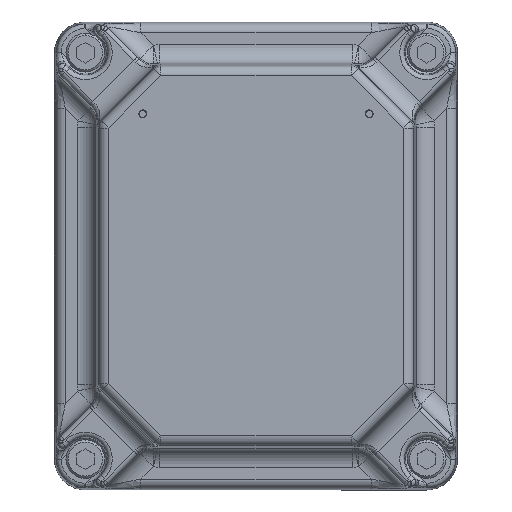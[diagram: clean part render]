
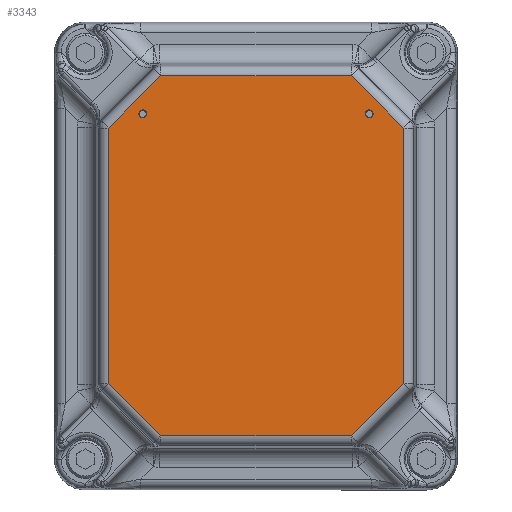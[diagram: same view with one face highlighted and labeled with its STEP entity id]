
A CAD part, top view. The second image highlights one B-rep face of the part: STEP entity #3343.
In plain terms, the highlighted planar face has unit normal (0, 0, 1).
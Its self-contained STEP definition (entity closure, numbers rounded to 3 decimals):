
#568 = AXIS2_PLACEMENT_3D ( 'NONE', #21001, #24613, #3201 ) ;
#896 = EDGE_CURVE ( 'NONE', #7324, #30094, #21201, .T. ) ;
#1391 = ORIENTED_EDGE ( 'NONE', *, *, #896, .T. ) ;
#1694 = DIRECTION ( 'NONE',  ( 1., 0., 0. ) ) ;
#1787 = ORIENTED_EDGE ( 'NONE', *, *, #37083, .F. ) ;
#1801 = DIRECTION ( 'NONE',  ( 0., 1., 0. ) ) ;
#1951 = LINE ( 'NONE', #7038, #18676 ) ;
#1991 = LINE ( 'NONE', #2019, #11525 ) ;
#2019 = CARTESIAN_POINT ( 'NONE',  ( -49.594, 10.922, 87.325 ) ) ;
#2149 = VERTEX_POINT ( 'NONE', #38640 ) ;
#3201 = DIRECTION ( 'NONE',  ( 0., 1., 0. ) ) ;
#3284 = EDGE_CURVE ( 'NONE', #18699, #39707, #44553, .T. ) ;
#3343 = ADVANCED_FACE ( 'NONE', ( #14884, #43429, #42306 ), #20838, .F. ) ;
#3409 = VERTEX_POINT ( 'NONE', #39292 ) ;
#3433 = DIRECTION ( 'NONE',  ( 0.707, 0.707, 0. ) ) ;
#3672 = EDGE_CURVE ( 'NONE', #38877, #30970, #17656, .T. ) ;
#3681 = EDGE_CURVE ( 'NONE', #7324, #18340, #42856, .T. ) ;
#4159 = EDGE_CURVE ( 'NONE', #37743, #3409, #38917, .T. ) ;
#4460 = VECTOR ( 'NONE', #14696, 1000. ) ;
#5333 = DIRECTION ( 'NONE',  ( 0.707, -0.707, 0. ) ) ;
#5416 = DIRECTION ( 'NONE',  ( 0., 0., 1. ) ) ;
#5511 = CARTESIAN_POINT ( 'NONE',  ( 33.333, 71.438, 87.325 ) ) ;
#5610 = DIRECTION ( 'NONE',  ( 0., 1., 0. ) ) ;
#7038 = CARTESIAN_POINT ( 'NONE',  ( 50.528, -31.079, 87.325 ) ) ;
#7324 = VERTEX_POINT ( 'NONE', #43110 ) ;
#8083 = AXIS2_PLACEMENT_3D ( 'NONE', #12145, #37109, #15681 ) ;
#8349 = CARTESIAN_POINT ( 'NONE',  ( -50.528, -31.079, 87.325 ) ) ;
#8688 = ORIENTED_EDGE ( 'NONE', *, *, #3681, .F. ) ;
#8808 = VECTOR ( 'NONE', #42109, 1000. ) ;
#8947 = CARTESIAN_POINT ( 'NONE',  ( 50.528, 52.923, 87.325 ) ) ;
#9067 = DIRECTION ( 'NONE',  ( 0., 0., 1. ) ) ;
#9307 = EDGE_CURVE ( 'NONE', #3409, #37743, #43718, .T. ) ;
#10019 = ORIENTED_EDGE ( 'NONE', *, *, #3672, .F. ) ;
#10486 = AXIS2_PLACEMENT_3D ( 'NONE', #44628, #23203, #1801 ) ;
#10598 = ORIENTED_EDGE ( 'NONE', *, *, #19453, .F. ) ;
#11153 = CARTESIAN_POINT ( 'NONE',  ( -49.594, 53.856, 87.325 ) ) ;
#11525 = VECTOR ( 'NONE', #5610, 1000. ) ;
#12145 = CARTESIAN_POINT ( 'NONE',  ( -38.1, 58.674, 87.325 ) ) ;
#12293 = AXIS2_PLACEMENT_3D ( 'NONE', #30418, #9067, #34036 ) ;
#12318 = VECTOR ( 'NONE', #5333, 1000. ) ;
#12402 = EDGE_LOOP ( 'NONE', ( #13955, #33179 ) ) ;
#13934 = CARTESIAN_POINT ( 'NONE',  ( 49.594, 53.856, 87.325 ) ) ;
#13955 = ORIENTED_EDGE ( 'NONE', *, *, #4159, .F. ) ;
#14315 = VECTOR ( 'NONE', #23314, 1000. ) ;
#14696 = DIRECTION ( 'NONE',  ( -0.707, -0.707, 0. ) ) ;
#14884 = FACE_BOUND ( 'NONE', #12402, .T. ) ;
#15416 = VECTOR ( 'NONE', #26442, 1000. ) ;
#15681 = DIRECTION ( 'NONE',  ( 0., 1., 0. ) ) ;
#17114 = ORIENTED_EDGE ( 'NONE', *, *, #3284, .T. ) ;
#17656 = LINE ( 'NONE', #8349, #15416 ) ;
#17958 = EDGE_CURVE ( 'NONE', #2149, #44052, #44260, .T. ) ;
#18340 = VERTEX_POINT ( 'NONE', #37358 ) ;
#18676 = VECTOR ( 'NONE', #3433, 1000. ) ;
#18699 = VERTEX_POINT ( 'NONE', #26465 ) ;
#19453 = EDGE_CURVE ( 'NONE', #18340, #39707, #31281, .T. ) ;
#19558 = VECTOR ( 'NONE', #1694, 1000. ) ;
#19855 = EDGE_CURVE ( 'NONE', #38877, #36788, #30206, .T. ) ;
#20684 = CARTESIAN_POINT ( 'NONE',  ( 49.594, 10.922, 87.325 ) ) ;
#20838 = PLANE ( 'NONE',  #568 ) ;
#21001 = CARTESIAN_POINT ( 'NONE',  ( 54.381, 10.922, 87.325 ) ) ;
#21201 = LINE ( 'NONE', #42237, #4460 ) ;
#21351 = CARTESIAN_POINT ( 'NONE',  ( 32.012, -49.594, 87.325 ) ) ;
#23203 = DIRECTION ( 'NONE',  ( 0., 0., 1. ) ) ;
#23314 = DIRECTION ( 'NONE',  ( 1., 0., 0. ) ) ;
#24296 = EDGE_CURVE ( 'NONE', #30970, #30094, #1991, .T. ) ;
#24613 = DIRECTION ( 'NONE',  ( 0., 0., -1. ) ) ;
#25377 = ORIENTED_EDGE ( 'NONE', *, *, #19855, .T. ) ;
#26442 = DIRECTION ( 'NONE',  ( -0.707, 0.707, 0. ) ) ;
#26465 = CARTESIAN_POINT ( 'NONE',  ( 49.594, -32.012, 87.325 ) ) ;
#26680 = CARTESIAN_POINT ( 'NONE',  ( 33.333, -49.594, 87.325 ) ) ;
#26790 = CARTESIAN_POINT ( 'NONE',  ( 38.1, 58.674, 87.325 ) ) ;
#27099 = CARTESIAN_POINT ( 'NONE',  ( -32.012, -49.594, 87.325 ) ) ;
#28845 = ORIENTED_EDGE ( 'NONE', *, *, #24296, .F. ) ;
#30094 = VERTEX_POINT ( 'NONE', #11153 ) ;
#30206 = LINE ( 'NONE', #26680, #19558 ) ;
#30374 = DIRECTION ( 'NONE',  ( 0., 1., 0. ) ) ;
#30418 = CARTESIAN_POINT ( 'NONE',  ( -38.1, 58.674, 87.325 ) ) ;
#30970 = VERTEX_POINT ( 'NONE', #42542 ) ;
#31281 = LINE ( 'NONE', #8947, #12318 ) ;
#31997 = AXIS2_PLACEMENT_3D ( 'NONE', #26790, #5416, #30374 ) ;
#33100 = CARTESIAN_POINT ( 'NONE',  ( -38.1, 57.366, 87.325 ) ) ;
#33179 = ORIENTED_EDGE ( 'NONE', *, *, #9307, .F. ) ;
#33408 = EDGE_LOOP ( 'NONE', ( #36485, #1787 ) ) ;
#34036 = DIRECTION ( 'NONE',  ( 0., 1., 0. ) ) ;
#34412 = CIRCLE ( 'NONE', #31997, 1.308 ) ;
#35414 = ORIENTED_EDGE ( 'NONE', *, *, #37627, .T. ) ;
#36485 = ORIENTED_EDGE ( 'NONE', *, *, #17958, .F. ) ;
#36788 = VERTEX_POINT ( 'NONE', #21351 ) ;
#37083 = EDGE_CURVE ( 'NONE', #44052, #2149, #34412, .T. ) ;
#37109 = DIRECTION ( 'NONE',  ( 0., 0., 1. ) ) ;
#37358 = CARTESIAN_POINT ( 'NONE',  ( 32.012, 71.438, 87.325 ) ) ;
#37627 = EDGE_CURVE ( 'NONE', #36788, #18699, #1951, .T. ) ;
#37743 = VERTEX_POINT ( 'NONE', #33100 ) ;
#37972 = CARTESIAN_POINT ( 'NONE',  ( 38.1, 59.982, 87.325 ) ) ;
#38640 = CARTESIAN_POINT ( 'NONE',  ( 38.1, 57.366, 87.325 ) ) ;
#38877 = VERTEX_POINT ( 'NONE', #27099 ) ;
#38917 = CIRCLE ( 'NONE', #12293, 1.308 ) ;
#39292 = CARTESIAN_POINT ( 'NONE',  ( -38.1, 59.982, 87.325 ) ) ;
#39707 = VERTEX_POINT ( 'NONE', #13934 ) ;
#40160 = EDGE_LOOP ( 'NONE', ( #35414, #17114, #10598, #8688, #1391, #28845, #10019, #25377 ) ) ;
#42109 = DIRECTION ( 'NONE',  ( 0., 1., 0. ) ) ;
#42237 = CARTESIAN_POINT ( 'NONE',  ( -50.528, 52.923, 87.325 ) ) ;
#42306 = FACE_OUTER_BOUND ( 'NONE', #40160, .T. ) ;
#42542 = CARTESIAN_POINT ( 'NONE',  ( -49.594, -32.012, 87.325 ) ) ;
#42856 = LINE ( 'NONE', #5511, #14315 ) ;
#43110 = CARTESIAN_POINT ( 'NONE',  ( -32.012, 71.438, 87.325 ) ) ;
#43429 = FACE_BOUND ( 'NONE', #33408, .T. ) ;
#43718 = CIRCLE ( 'NONE', #8083, 1.308 ) ;
#44052 = VERTEX_POINT ( 'NONE', #37972 ) ;
#44260 = CIRCLE ( 'NONE', #10486, 1.308 ) ;
#44553 = LINE ( 'NONE', #20684, #8808 ) ;
#44628 = CARTESIAN_POINT ( 'NONE',  ( 38.1, 58.674, 87.325 ) ) ;
